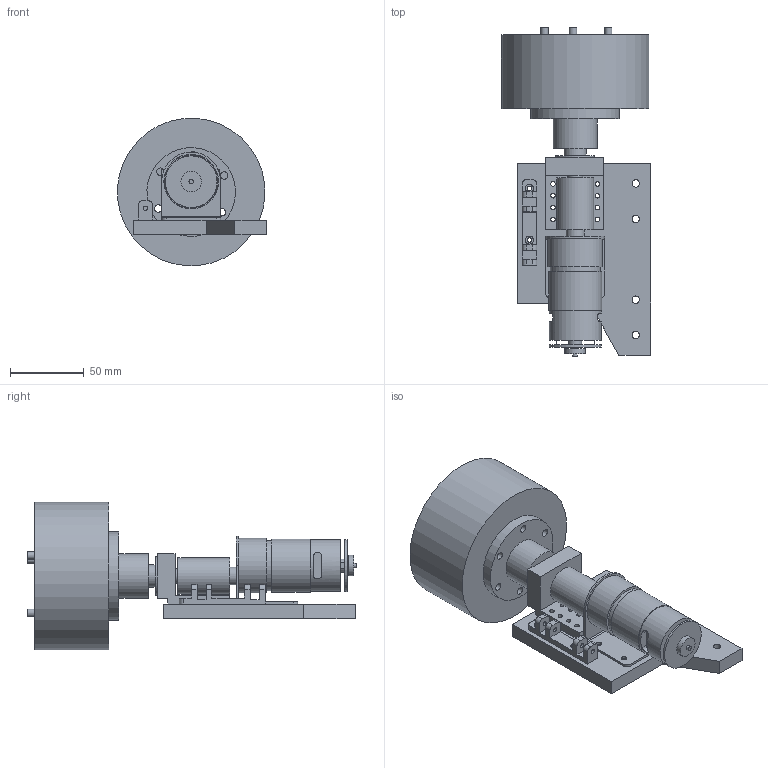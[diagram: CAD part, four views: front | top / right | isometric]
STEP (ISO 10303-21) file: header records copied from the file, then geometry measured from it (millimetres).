
FILE_DESCRIPTION(/* description */ (''),/* implementation_level */ '2;1');
FILE_NAME(/* name */ '物流车_底盘_车轮_整体 v6.step',/* time_stamp */ '2022-09-17T00:41:47+08:00',/* author */ (''),/* organization */ (''),/* preprocessor_version */ 'ST-DEVELOPER v19',/* originating_system */ 'Autodesk Translation Framework v11.7.0.108',/* authorisation */ '');
FILE_SCHEMA (('AUTOMOTIVE_DESIGN { 1 0 10303 214 3 1 1 }'));
Length unit declared in the file: millimetre
Products named in the file (15): 整体; 减震板 v2; 车轮+轴+单支座 v3; GM37-545电机 v2; 轴承（仿） v3; 内圈; 外圈; 联轴器(仿) v2; 37减速电机支座 v1; 麦轮+轴体(仿)V2 v1; 麦轮部分; 联轴片; 轴; 减震器下安装支架 v1 (1); 支架_Real
Assembly tree (14 placements, depth 4):
  整体
    减震板 v2
    车轮+轴+单支座 v3
      GM37-545电机 v2
      轴承（仿） v3
        内圈
        外圈
      联轴器(仿) v2
      37减速电机支座 v1
      麦轮+轴体(仿)V2 v1
        麦轮部分
        联轴片
        轴
    减震器下安装支架 v1 (1)
    支架_Real
Bounding box: 100.91 x 223 x 99.81 mm (x, y, z)
Volume: 615061.6 mm3; surface area: 116436.1 mm2
Topology: 14 solids, 14 shells, 263 faces, 606 edges, 400 vertices
Faces by surface type: cylinder 139, plane 122, cone 2
Full cylindrical faces by diameter (mm): 2 x1, 3 x14, 3.05 x38, 3.2 x6, 3.5 x4, 4 x3, 5 x19, 5.5 x2, 6 x2, 9 x1, 9.5 x1, 10 x6, 10.5 x1, 12 x3, 14 x1, 15 x1, 22 x1, 25 x1, 26 x2, 30 x1, 33.941 x1, 35 x2, 36 x1, 37 x1, 60 x1, 100 x1
Entity records: 8480 total; most frequent: DIRECTION 1468, CARTESIAN_POINT 1390, ORIENTED_EDGE 1212, EDGE_CURVE 606, AXIS2_PLACEMENT_3D 578, EDGE_LOOP 452, VERTEX_POINT 400, LINE 312
